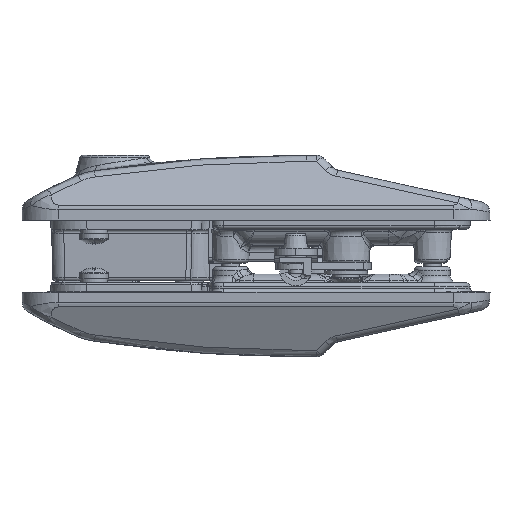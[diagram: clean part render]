
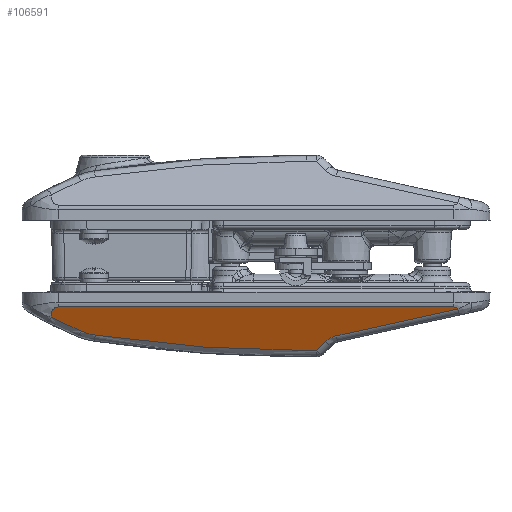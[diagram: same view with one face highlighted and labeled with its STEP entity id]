
A CAD part, front view. The second image highlights one B-rep face of the part: STEP entity #106591.
In plain terms, the highlighted face is planar.
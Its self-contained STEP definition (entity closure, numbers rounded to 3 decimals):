
#25422 = VERTEX_POINT ( 'NONE', #77639 ) ;
#25948 = VERTEX_POINT ( 'NONE', #77830 ) ;
#26008 = VERTEX_POINT ( 'NONE', #77851 ) ;
#26158 = VERTEX_POINT ( 'NONE', #77906 ) ;
#26370 = VERTEX_POINT ( 'NONE', #77982 ) ;
#26804 = VERTEX_POINT ( 'NONE', #81691 ) ;
#26903 = VERTEX_POINT ( 'NONE', #81744 ) ;
#27119 = VERTEX_POINT ( 'NONE', #81862 ) ;
#27178 = VERTEX_POINT ( 'NONE', #81894 ) ;
#47690 =( BOUNDED_CURVE ( )  B_SPLINE_CURVE ( 3, ( #91231, #91232, #91233, #91234 ),
 .UNSPECIFIED., .F., .F. ) 
 B_SPLINE_CURVE_WITH_KNOTS ( ( 4, 4 ),
 ( 2.752, 2.994 ),
 .UNSPECIFIED. ) 
 CURVE ( )  GEOMETRIC_REPRESENTATION_ITEM ( )  RATIONAL_B_SPLINE_CURVE ( ( 1., 0.995, 0.995, 1. ) ) 
 REPRESENTATION_ITEM ( '' )  );
#47691 =( BOUNDED_CURVE ( )  B_SPLINE_CURVE ( 3, ( #91235, #91236, #91237, #91238 ),
 .UNSPECIFIED., .F., .F. ) 
 B_SPLINE_CURVE_WITH_KNOTS ( ( 4, 4 ),
 ( 2.658, 2.752 ),
 .UNSPECIFIED. ) 
 CURVE ( )  GEOMETRIC_REPRESENTATION_ITEM ( )  RATIONAL_B_SPLINE_CURVE ( ( 1., 0.999, 0.999, 1. ) ) 
 REPRESENTATION_ITEM ( '' )  );
#47692 =( BOUNDED_CURVE ( )  B_SPLINE_CURVE ( 3, ( #91239, #91240, #91241, #91242 ),
 .UNSPECIFIED., .F., .F. ) 
 B_SPLINE_CURVE_WITH_KNOTS ( ( 4, 4 ),
 ( 2.994, 3.149 ),
 .UNSPECIFIED. ) 
 CURVE ( )  GEOMETRIC_REPRESENTATION_ITEM ( )  RATIONAL_B_SPLINE_CURVE ( ( 1., 0.998, 0.998, 1. ) ) 
 REPRESENTATION_ITEM ( '' )  );
#47693 =( BOUNDED_CURVE ( )  B_SPLINE_CURVE ( 3, ( #91246, #91247, #91248, #91249 ),
 .UNSPECIFIED., .F., .F. ) 
 B_SPLINE_CURVE_WITH_KNOTS ( ( 4, 4 ),
 ( 2.356, 2.925 ),
 .UNSPECIFIED. ) 
 CURVE ( )  GEOMETRIC_REPRESENTATION_ITEM ( )  RATIONAL_B_SPLINE_CURVE ( ( 1., 0.973, 0.973, 1. ) ) 
 REPRESENTATION_ITEM ( '' )  );
#47694 = B_SPLINE_CURVE_WITH_KNOTS ( 'NONE', 3,
 ( #91250, #91254, #91255, #91256, #91257, #91258 ),
 .UNSPECIFIED., .F., .F.,
 ( 4, 2, 4 ),
 ( 0.52, 0.76, 1. ),
 .UNSPECIFIED. ) ;
#47695 = B_SPLINE_CURVE_WITH_KNOTS ( 'NONE', 3,
 ( #91259, #91260, #91261, #91262 ),
 .UNSPECIFIED., .F., .F.,
 ( 4, 4 ),
 ( 0., 1. ),
 .UNSPECIFIED. ) ;
#47696 = B_SPLINE_CURVE_WITH_KNOTS ( 'NONE', 3,
 ( #91263, #91264, #91265, #91266, #91267, #91268, #91269, #91270, #91271, #91272, #91273, #91274, #91275, #91276, #91277, #91278 ),
 .UNSPECIFIED., .F., .F.,
 ( 4, 2, 2, 1, 1, 1, 2, 2, 1, 4 ),
 ( 0., 0.174, 0.262, 0.349, 0.436, 0.48, 0.491, 0.502, 0.523, 0.698 ),
 .UNSPECIFIED. ) ;
#50356 = EDGE_CURVE ( 'NONE', #27119, #25422, #47690, .T. ) ;
#50357 = EDGE_CURVE ( 'NONE', #25948, #27119, #47691, .T. ) ;
#50358 = EDGE_CURVE ( 'NONE', #25422, #26370, #47692, .T. ) ;
#50359 = EDGE_CURVE ( 'NONE', #26370, #26008, #91243, .T. ) ;
#50360 = EDGE_CURVE ( 'NONE', #26008, #26903, #47693, .T. ) ;
#50361 = EDGE_CURVE ( 'NONE', #26903, #26804, #91251, .T. ) ;
#50362 = EDGE_CURVE ( 'NONE', #26804, #27178, #47694, .T. ) ;
#50363 = EDGE_CURVE ( 'NONE', #27178, #26158, #47695, .T. ) ;
#50364 = EDGE_CURVE ( 'NONE', #26158, #25948, #47696, .T. ) ;
#52950 = ORIENTED_EDGE ( 'NONE', *, *, #50357, .T. ) ;
#52952 = ORIENTED_EDGE ( 'NONE', *, *, #50358, .T. ) ;
#52954 = ORIENTED_EDGE ( 'NONE', *, *, #50356, .T. ) ;
#52956 = ORIENTED_EDGE ( 'NONE', *, *, #50359, .T. ) ;
#52958 = ORIENTED_EDGE ( 'NONE', *, *, #50360, .T. ) ;
#52960 = ORIENTED_EDGE ( 'NONE', *, *, #50361, .T. ) ;
#52962 = ORIENTED_EDGE ( 'NONE', *, *, #50362, .T. ) ;
#52964 = ORIENTED_EDGE ( 'NONE', *, *, #50363, .T. ) ;
#52966 = ORIENTED_EDGE ( 'NONE', *, *, #50364, .T. ) ;
#64385 = FACE_OUTER_BOUND ( 'NONE', #77391, .T. ) ;
#64392 = AXIS2_PLACEMENT_3D ( 'NONE', #73789, #73791, #73793 ) ;
#73788 = PLANE ( 'NONE',  #64392 ) ;
#73789 = CARTESIAN_POINT ( 'NONE',  ( 117.5, 59.621, 4.163 ) ) ;
#73791 = DIRECTION ( 'NONE',  ( 0., -0.899, -0.438 ) ) ;
#73793 = DIRECTION ( 'NONE',  ( 0., -0.438, 0.899 ) ) ;
#75051 = VECTOR ( 'NONE', #91245, 1000. ) ;
#75052 = VECTOR ( 'NONE', #91253, 1000. ) ;
#77391 = EDGE_LOOP ( 'NONE', ( #52950, #52954, #52952, #52956, #52958, #52960, #52962, #52964, #52966 ) ) ;
#77639 = CARTESIAN_POINT ( 'NONE',  ( 0.401, 55.802, 11.993 ) ) ;
#77830 = CARTESIAN_POINT ( 'NONE',  ( -11.841, 58.221, 7.034 ) ) ;
#77851 = CARTESIAN_POINT ( 'NONE',  ( 64.259, 54.914, 13.814 ) ) ;
#77906 = CARTESIAN_POINT ( 'NONE',  ( -9.927, 59.621, 4.163 ) ) ;
#77982 = CARTESIAN_POINT ( 'NONE',  ( 61.747, 53.689, 16.326 ) ) ;
#81691 = CARTESIAN_POINT ( 'NONE',  ( 101.068, 59.342, 4.735 ) ) ;
#81744 = CARTESIAN_POINT ( 'NONE',  ( 67.21, 55.703, 12.197 ) ) ;
#81862 = CARTESIAN_POINT ( 'NONE',  ( -3.548, 56.332, 10.906 ) ) ;
#81894 = CARTESIAN_POINT ( 'NONE',  ( 99.927, 59.621, 4.163 ) ) ;
#91231 = CARTESIAN_POINT ( 'NONE',  ( -3.548, 56.332, 10.906 ) ) ;
#91232 = CARTESIAN_POINT ( 'NONE',  ( -2.279, 56.078, 11.427 ) ) ;
#91233 = CARTESIAN_POINT ( 'NONE',  ( -0.956, 55.901, 11.791 ) ) ;
#91234 = CARTESIAN_POINT ( 'NONE',  ( 0.401, 55.802, 11.993 ) ) ;
#91235 = CARTESIAN_POINT ( 'NONE',  ( -11.841, 58.221, 7.034 ) ) ;
#91236 = CARTESIAN_POINT ( 'NONE',  ( -9.138, 57.528, 8.455 ) ) ;
#91237 = CARTESIAN_POINT ( 'NONE',  ( -6.372, 56.898, 9.746 ) ) ;
#91238 = CARTESIAN_POINT ( 'NONE',  ( -3.548, 56.332, 10.906 ) ) ;
#91239 = CARTESIAN_POINT ( 'NONE',  ( 0.401, 55.802, 11.993 ) ) ;
#91240 = CARTESIAN_POINT ( 'NONE',  ( 20.717, 54.324, 15.023 ) ) ;
#91241 = CARTESIAN_POINT ( 'NONE',  ( 41.207, 53.618, 16.47 ) ) ;
#91242 = CARTESIAN_POINT ( 'NONE',  ( 61.747, 53.689, 16.326 ) ) ;
#91243 = LINE ( 'NONE', #91244, #75051 ) ;
#91244 = CARTESIAN_POINT ( 'NONE',  ( 64.761, 55.159, 13.312 ) ) ;
#91245 = DIRECTION ( 'NONE',  ( 0.668, 0.326, -0.668 ) ) ;
#91246 = CARTESIAN_POINT ( 'NONE',  ( 64.259, 54.914, 13.814 ) ) ;
#91247 = CARTESIAN_POINT ( 'NONE',  ( 65.074, 55.312, 12.999 ) ) ;
#91248 = CARTESIAN_POINT ( 'NONE',  ( 66.085, 55.582, 12.445 ) ) ;
#91249 = CARTESIAN_POINT ( 'NONE',  ( 67.21, 55.703, 12.197 ) ) ;
#91250 = CARTESIAN_POINT ( 'NONE',  ( 101.068, 59.342, 4.735 ) ) ;
#91251 = LINE ( 'NONE', #91252, #75052 ) ;
#91252 = CARTESIAN_POINT ( 'NONE',  ( 101.018, 59.336, 4.746 ) ) ;
#91253 = DIRECTION ( 'NONE',  ( 0.971, 0.104, -0.214 ) ) ;
#91254 = CARTESIAN_POINT ( 'NONE',  ( 100.922, 59.429, 4.557 ) ) ;
#91255 = CARTESIAN_POINT ( 'NONE',  ( 100.75, 59.497, 4.417 ) ) ;
#91256 = CARTESIAN_POINT ( 'NONE',  ( 100.349, 59.596, 4.214 ) ) ;
#91257 = CARTESIAN_POINT ( 'NONE',  ( 100.142, 59.621, 4.164 ) ) ;
#91258 = CARTESIAN_POINT ( 'NONE',  ( 99.927, 59.621, 4.163 ) ) ;
#91259 = CARTESIAN_POINT ( 'NONE',  ( 99.927, 59.621, 4.163 ) ) ;
#91260 = CARTESIAN_POINT ( 'NONE',  ( 63.309, 59.621, 4.163 ) ) ;
#91261 = CARTESIAN_POINT ( 'NONE',  ( 26.691, 59.621, 4.163 ) ) ;
#91262 = CARTESIAN_POINT ( 'NONE',  ( -9.927, 59.621, 4.163 ) ) ;
#91263 = CARTESIAN_POINT ( 'NONE',  ( -9.927, 59.621, 4.163 ) ) ;
#91264 = CARTESIAN_POINT ( 'NONE',  ( -10.218, 59.621, 4.164 ) ) ;
#91265 = CARTESIAN_POINT ( 'NONE',  ( -10.491, 59.589, 4.23 ) ) ;
#91266 = CARTESIAN_POINT ( 'NONE',  ( -10.873, 59.492, 4.427 ) ) ;
#91267 = CARTESIAN_POINT ( 'NONE',  ( -10.996, 59.452, 4.509 ) ) ;
#91268 = CARTESIAN_POINT ( 'NONE',  ( -11.233, 59.355, 4.709 ) ) ;
#91269 = CARTESIAN_POINT ( 'NONE',  ( -11.444, 59.246, 4.932 ) ) ;
#91270 = CARTESIAN_POINT ( 'NONE',  ( -11.641, 59.082, 5.269 ) ) ;
#91271 = CARTESIAN_POINT ( 'NONE',  ( -11.736, 58.961, 5.516 ) ) ;
#91272 = CARTESIAN_POINT ( 'NONE',  ( -11.768, 58.913, 5.615 ) ) ;
#91273 = CARTESIAN_POINT ( 'NONE',  ( -11.78, 58.893, 5.656 ) ) ;
#91274 = CARTESIAN_POINT ( 'NONE',  ( -11.785, 58.884, 5.675 ) ) ;
#91275 = CARTESIAN_POINT ( 'NONE',  ( -11.804, 58.851, 5.743 ) ) ;
#91276 = CARTESIAN_POINT ( 'NONE',  ( -11.906, 58.65, 6.154 ) ) ;
#91277 = CARTESIAN_POINT ( 'NONE',  ( -11.911, 58.431, 6.604 ) ) ;
#91278 = CARTESIAN_POINT ( 'NONE',  ( -11.841, 58.221, 7.034 ) ) ;
#106591 = ADVANCED_FACE ( 'NONE', ( #64385 ), #73788, .F. ) ;
